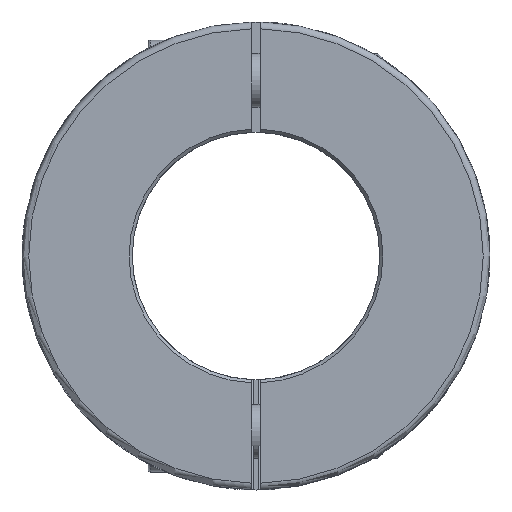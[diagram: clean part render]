
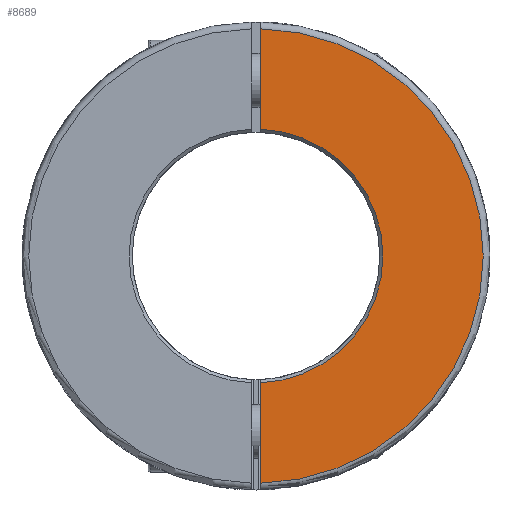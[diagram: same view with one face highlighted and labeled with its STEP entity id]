
A CAD part, left-side view. The second image highlights one B-rep face of the part: STEP entity #8689.
In plain terms, the highlighted planar face has unit normal (-1, 0, 0).
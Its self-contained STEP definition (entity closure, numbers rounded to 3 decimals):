
#71 = VECTOR ( 'NONE', #3667, 1000. ) ;
#360 = ORIENTED_EDGE ( 'NONE', *, *, #5136, .F. ) ;
#446 = LINE ( 'NONE', #8753, #3738 ) ;
#461 = DIRECTION ( 'NONE',  ( -1., 0., 0. ) ) ;
#1346 = DIRECTION ( 'NONE',  ( 1., 0., 0. ) ) ;
#1347 = EDGE_CURVE ( 'NONE', #3971, #8256, #3123, .T. ) ;
#1554 = CIRCLE ( 'NONE', #3939, 50.5 ) ;
#1731 = DIRECTION ( 'NONE',  ( 0., 0., -1. ) ) ;
#1760 = CARTESIAN_POINT ( 'NONE',  ( -40.25, -1., -50.49 ) ) ;
#1928 = AXIS2_PLACEMENT_3D ( 'NONE', #6677, #5375, #1731 ) ;
#2207 = ORIENTED_EDGE ( 'NONE', *, *, #3060, .F. ) ;
#3060 = EDGE_CURVE ( 'NONE', #3971, #3980, #7212, .T. ) ;
#3123 = CIRCLE ( 'NONE', #1928, 28.2 ) ;
#3667 = DIRECTION ( 'NONE',  ( 0., 0., 1. ) ) ;
#3738 = VECTOR ( 'NONE', #4641, 1000. ) ;
#3939 = AXIS2_PLACEMENT_3D ( 'NONE', #7661, #461, #6928 ) ;
#3971 = VERTEX_POINT ( 'NONE', #8005 ) ;
#3980 = VERTEX_POINT ( 'NONE', #7962 ) ;
#4285 = CARTESIAN_POINT ( 'NONE',  ( -40.25, -1., 0. ) ) ;
#4641 = DIRECTION ( 'NONE',  ( 0., 0., 1. ) ) ;
#4892 = FACE_OUTER_BOUND ( 'NONE', #8849, .T. ) ;
#5136 = EDGE_CURVE ( 'NONE', #7741, #8256, #446, .T. ) ;
#5375 = DIRECTION ( 'NONE',  ( 1., 0., 0. ) ) ;
#5554 = ORIENTED_EDGE ( 'NONE', *, *, #8183, .T. ) ;
#5633 = CARTESIAN_POINT ( 'NONE',  ( -40.25, 0., 0. ) ) ;
#6185 = AXIS2_PLACEMENT_3D ( 'NONE', #5633, #1346, #7630 ) ;
#6677 = CARTESIAN_POINT ( 'NONE',  ( -40.25, 0., 0. ) ) ;
#6898 = PLANE ( 'NONE',  #6185 ) ;
#6928 = DIRECTION ( 'NONE',  ( 0., 0., -1. ) ) ;
#7212 = LINE ( 'NONE', #4285, #71 ) ;
#7525 = ORIENTED_EDGE ( 'NONE', *, *, #1347, .T. ) ;
#7630 = DIRECTION ( 'NONE',  ( 0., 1., 0. ) ) ;
#7661 = CARTESIAN_POINT ( 'NONE',  ( -40.25, 0., 0. ) ) ;
#7741 = VERTEX_POINT ( 'NONE', #1760 ) ;
#7962 = CARTESIAN_POINT ( 'NONE',  ( -40.25, -1., 50.49 ) ) ;
#8005 = CARTESIAN_POINT ( 'NONE',  ( -40.25, -1., 28.182 ) ) ;
#8183 = EDGE_CURVE ( 'NONE', #7741, #3980, #1554, .T. ) ;
#8256 = VERTEX_POINT ( 'NONE', #8954 ) ;
#8689 = ADVANCED_FACE ( 'NONE', ( #4892 ), #6898, .F. ) ;
#8753 = CARTESIAN_POINT ( 'NONE',  ( -40.25, -1., 0. ) ) ;
#8849 = EDGE_LOOP ( 'NONE', ( #360, #5554, #2207, #7525 ) ) ;
#8954 = CARTESIAN_POINT ( 'NONE',  ( -40.25, -1., -28.182 ) ) ;
